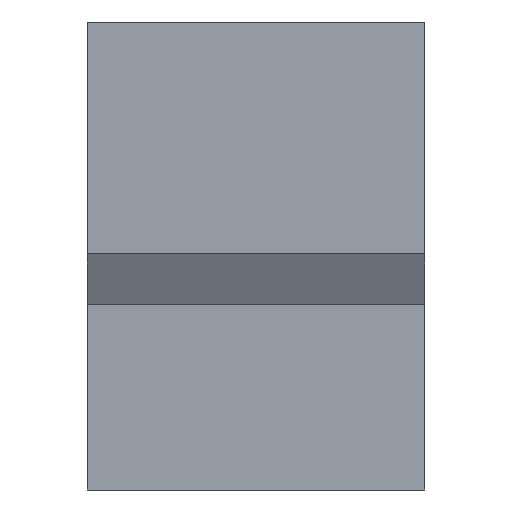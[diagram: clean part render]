
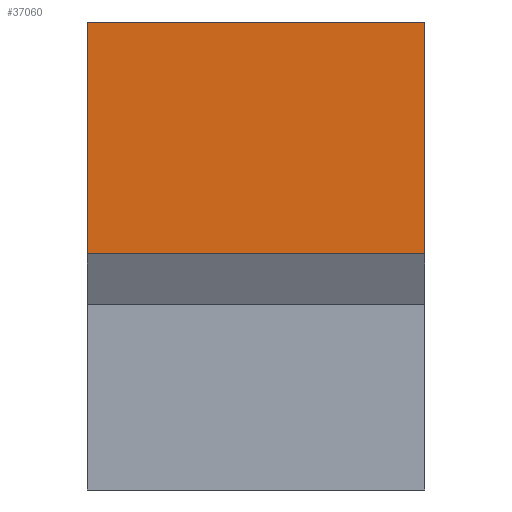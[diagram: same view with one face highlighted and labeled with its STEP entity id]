
A CAD part, front view. The second image highlights one B-rep face of the part: STEP entity #37060.
In plain terms, the highlighted planar face has unit normal (0, -1, 0).
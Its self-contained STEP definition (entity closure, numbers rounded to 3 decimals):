
#17590=CARTESIAN_POINT('',(4.437,-2.576,5.6));
#17600=VERTEX_POINT('',#17590);
#17750=CARTESIAN_POINT('',(-3.563,-2.576,5.6));
#17760=VERTEX_POINT('',#17750);
#17790=CARTESIAN_POINT('',(0.437,-2.576,5.6));
#17800=DIRECTION('',(-1.,0.,0.));
#17810=VECTOR('',#17800,1.);
#17820=LINE('',#17790,#17810);
#17830=EDGE_CURVE('',#17600,#17760,#17820,.T.);
#35710=CARTESIAN_POINT('',(4.437,-2.576,11.1));
#35720=VERTEX_POINT('',#35710);
#35750=CARTESIAN_POINT('',(0.437,-2.576,11.1));
#35760=DIRECTION('',(1.,0.,0.));
#35770=VECTOR('',#35760,1.);
#35780=LINE('',#35750,#35770);
#35790=CARTESIAN_POINT('',(-3.563,-2.576,11.1));
#35800=VERTEX_POINT('',#35790);
#35810=EDGE_CURVE('',#35800,#35720,#35780,.T.);
#36490=CARTESIAN_POINT('',(4.437,-2.576,0.));
#36500=DIRECTION('',(0.,0.,1.));
#36510=VECTOR('',#36500,1.);
#36520=LINE('',#36490,#36510);
#36530=EDGE_CURVE('',#17600,#35720,#36520,.T.);
#36900=CARTESIAN_POINT('',(0.437,-2.576,11.1));
#36910=DIRECTION('',(0.,1.,0.));
#36920=DIRECTION('',(0.,0.,-1.));
#36930=AXIS2_PLACEMENT_3D('',#36900,#36910,#36920);
#36940=PLANE('',#36930);
#36950=ORIENTED_EDGE('',*,*,#36530,.T.);
#36960=ORIENTED_EDGE('',*,*,#17830,.F.);
#36970=CARTESIAN_POINT('',(-3.563,-2.576,0.));
#36980=DIRECTION('',(0.,0.,1.));
#36990=VECTOR('',#36980,1.);
#37000=LINE('',#36970,#36990);
#37010=EDGE_CURVE('',#17760,#35800,#37000,.T.);
#37020=ORIENTED_EDGE('',*,*,#37010,.F.);
#37030=ORIENTED_EDGE('',*,*,#35810,.F.);
#37040=EDGE_LOOP('',(#37030,#37020,#36960,#36950));
#37050=FACE_OUTER_BOUND('',#37040,.T.);
#37060=ADVANCED_FACE('',(#37050),#36940,.F.);
